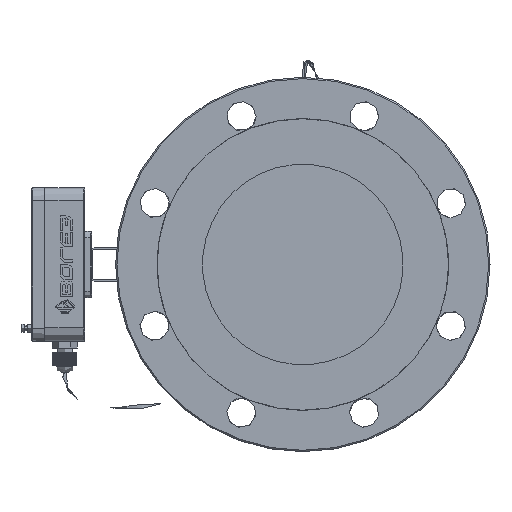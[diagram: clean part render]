
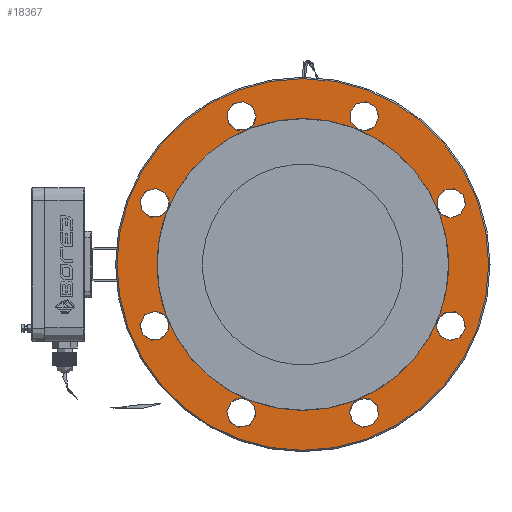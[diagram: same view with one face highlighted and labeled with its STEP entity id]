
A CAD part, left-side view. The second image highlights one B-rep face of the part: STEP entity #18367.
In plain terms, the highlighted planar face has unit normal (-1, 0, 0).
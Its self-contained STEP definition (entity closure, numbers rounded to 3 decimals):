
#432=FACE_BOUND('',#1738,.T.);
#433=FACE_BOUND('',#1739,.T.);
#434=FACE_BOUND('',#1740,.T.);
#435=FACE_BOUND('',#1741,.T.);
#436=FACE_BOUND('',#1742,.T.);
#437=FACE_BOUND('',#1743,.T.);
#438=FACE_BOUND('',#1744,.T.);
#439=FACE_BOUND('',#1745,.T.);
#440=FACE_BOUND('',#1746,.T.);
#688=FACE_OUTER_BOUND('',#1737,.T.);
#1737=EDGE_LOOP('',(#12191));
#1738=EDGE_LOOP('',(#12192));
#1739=EDGE_LOOP('',(#12193));
#1740=EDGE_LOOP('',(#12194));
#1741=EDGE_LOOP('',(#12195));
#1742=EDGE_LOOP('',(#12196));
#1743=EDGE_LOOP('',(#12197));
#1744=EDGE_LOOP('',(#12198));
#1745=EDGE_LOOP('',(#12199));
#1746=EDGE_LOOP('',(#12200));
#6647=CIRCLE('',#19466,11.);
#6648=CIRCLE('',#19468,11.);
#6649=CIRCLE('',#19470,11.);
#6650=CIRCLE('',#19472,11.);
#6651=CIRCLE('',#19474,11.);
#6652=CIRCLE('',#19476,11.);
#6653=CIRCLE('',#19478,11.);
#6654=CIRCLE('',#19480,11.);
#6660=CIRCLE('',#19496,139.);
#6661=CIRCLE('',#19497,109.);
#7315=VERTEX_POINT('',#26827);
#7316=VERTEX_POINT('',#26830);
#7317=VERTEX_POINT('',#26833);
#7318=VERTEX_POINT('',#26836);
#7319=VERTEX_POINT('',#26839);
#7320=VERTEX_POINT('',#26842);
#7321=VERTEX_POINT('',#26845);
#7322=VERTEX_POINT('',#26848);
#7332=VERTEX_POINT('',#26886);
#7333=VERTEX_POINT('',#26888);
#9166=EDGE_CURVE('',#7315,#7315,#6647,.F.);
#9167=EDGE_CURVE('',#7316,#7316,#6648,.F.);
#9168=EDGE_CURVE('',#7317,#7317,#6649,.F.);
#9169=EDGE_CURVE('',#7318,#7318,#6650,.F.);
#9170=EDGE_CURVE('',#7319,#7319,#6651,.F.);
#9171=EDGE_CURVE('',#7320,#7320,#6652,.F.);
#9172=EDGE_CURVE('',#7321,#7321,#6653,.F.);
#9173=EDGE_CURVE('',#7322,#7322,#6654,.F.);
#9191=EDGE_CURVE('',#7332,#7332,#6660,.T.);
#9192=EDGE_CURVE('',#7333,#7333,#6661,.T.);
#12191=ORIENTED_EDGE('',*,*,#9191,.F.);
#12192=ORIENTED_EDGE('',*,*,#9192,.T.);
#12193=ORIENTED_EDGE('',*,*,#9166,.T.);
#12194=ORIENTED_EDGE('',*,*,#9167,.T.);
#12195=ORIENTED_EDGE('',*,*,#9168,.T.);
#12196=ORIENTED_EDGE('',*,*,#9169,.T.);
#12197=ORIENTED_EDGE('',*,*,#9170,.T.);
#12198=ORIENTED_EDGE('',*,*,#9171,.T.);
#12199=ORIENTED_EDGE('',*,*,#9172,.T.);
#12200=ORIENTED_EDGE('',*,*,#9173,.T.);
#16518=PLANE('',#19495);
#18367=ADVANCED_FACE('',(#688,#432,#433,#434,#435,#436,#437,#438,#439,#440),
#16518,.T.);
#19466=AXIS2_PLACEMENT_3D('',#26828,#21482,#21483);
#19468=AXIS2_PLACEMENT_3D('',#26831,#21486,#21487);
#19470=AXIS2_PLACEMENT_3D('',#26834,#21490,#21491);
#19472=AXIS2_PLACEMENT_3D('',#26837,#21494,#21495);
#19474=AXIS2_PLACEMENT_3D('',#26840,#21498,#21499);
#19476=AXIS2_PLACEMENT_3D('',#26843,#21502,#21503);
#19478=AXIS2_PLACEMENT_3D('',#26846,#21506,#21507);
#19480=AXIS2_PLACEMENT_3D('',#26849,#21510,#21511);
#19495=AXIS2_PLACEMENT_3D('',#26885,#21552,#21553);
#19496=AXIS2_PLACEMENT_3D('',#26887,#21554,#21555);
#19497=AXIS2_PLACEMENT_3D('',#26889,#21556,#21557);
#21482=DIRECTION('center_axis',(-1.,0.,0.));
#21483=DIRECTION('ref_axis',(0.,0.707,-0.707));
#21486=DIRECTION('center_axis',(-1.,0.,0.));
#21487=DIRECTION('ref_axis',(0.,-0.707,-0.707));
#21490=DIRECTION('center_axis',(-1.,0.,0.));
#21491=DIRECTION('ref_axis',(0.,-0.707,0.707));
#21494=DIRECTION('center_axis',(-1.,0.,0.));
#21495=DIRECTION('ref_axis',(0.,0.,1.));
#21498=DIRECTION('center_axis',(-1.,0.,0.));
#21499=DIRECTION('ref_axis',(0.,0.707,0.707));
#21502=DIRECTION('center_axis',(-1.,0.,0.));
#21503=DIRECTION('ref_axis',(0.,-1.,0.));
#21506=DIRECTION('center_axis',(-1.,0.,0.));
#21507=DIRECTION('ref_axis',(0.,0.,-1.));
#21510=DIRECTION('center_axis',(-1.,0.,0.));
#21511=DIRECTION('ref_axis',(0.,1.,0.));
#21552=DIRECTION('center_axis',(-1.,0.,0.));
#21553=DIRECTION('ref_axis',(0.,1.,0.));
#21554=DIRECTION('center_axis',(1.,0.,0.));
#21555=DIRECTION('ref_axis',(0.,1.,0.));
#21556=DIRECTION('center_axis',(1.,0.,0.));
#21557=DIRECTION('ref_axis',(0.,1.,0.));
#26827=CARTESIAN_POINT('',(-222.,-103.087,-53.7));
#26828=CARTESIAN_POINT('Origin',(-222.,-110.866,-45.922));
#26830=CARTESIAN_POINT('',(-222.,-53.7,103.087));
#26831=CARTESIAN_POINT('Origin',(-222.,-45.922,110.866));
#26833=CARTESIAN_POINT('',(-222.,103.087,53.7));
#26834=CARTESIAN_POINT('Origin',(-222.,110.866,45.922));
#26836=CARTESIAN_POINT('',(-222.,110.866,-34.922));
#26837=CARTESIAN_POINT('Origin',(-222.,110.866,-45.922));
#26839=CARTESIAN_POINT('',(-222.,53.7,-103.087));
#26840=CARTESIAN_POINT('Origin',(-222.,45.922,-110.866));
#26842=CARTESIAN_POINT('',(-222.,34.922,110.866));
#26843=CARTESIAN_POINT('Origin',(-222.,45.922,110.866));
#26845=CARTESIAN_POINT('',(-222.,-110.866,34.922));
#26846=CARTESIAN_POINT('Origin',(-222.,-110.866,45.922));
#26848=CARTESIAN_POINT('',(-222.,-34.922,-110.866));
#26849=CARTESIAN_POINT('Origin',(-222.,-45.922,-110.866));
#26885=CARTESIAN_POINT('Origin',(-222.,0.,0.));
#26886=CARTESIAN_POINT('',(-222.,139.,0.));
#26887=CARTESIAN_POINT('Origin',(-222.,0.,0.));
#26888=CARTESIAN_POINT('',(-222.,109.,0.));
#26889=CARTESIAN_POINT('Origin',(-222.,0.,0.));
